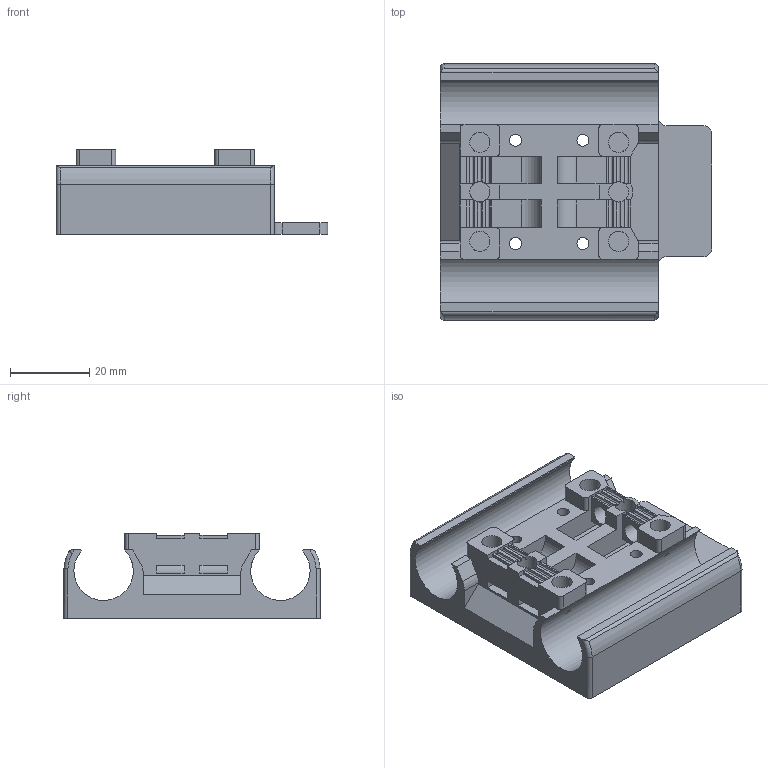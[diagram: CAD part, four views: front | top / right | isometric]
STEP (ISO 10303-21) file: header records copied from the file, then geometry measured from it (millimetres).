
FILE_DESCRIPTION(/* description */ (''),/* implementation_level */ '2;1');
FILE_NAME(/* name */ 'Direct_X_carriage v7.step',/* time_stamp */ '2020-09-24T11:21:06-07:00',/* author */ (''),/* organization */ (''),/* preprocessor_version */ 'ST-DEVELOPER v18.1',/* originating_system */ 'Autodesk Translation Framework v9.3.0.1241',/* authorisation */ '');
FILE_SCHEMA (('AUTOMOTIVE_DESIGN { 1 0 10303 214 3 1 1 }'));
Length unit declared in the file: millimetre
Products named in the file (1): Direct_X_carriage
Bounding box: 68.5 x 64.6 x 21.4 mm (x, y, z)
Volume: 40821.3 mm3; surface area: 17590.8 mm2
Topology: 1 solids, 1 shells, 199 faces, 585 edges, 382 vertices
Faces by surface type: plane 112, cylinder 83, torus 4
Full cylindrical faces by diameter (mm): 3 x4, 5.1 x8
Entity records: 6923 total; most frequent: CARTESIAN_POINT 1475, ORIENTED_EDGE 1170, DIRECTION 1101, EDGE_CURVE 585, VERTEX_POINT 382, LINE 381, VECTOR 381, AXIS2_PLACEMENT_3D 360
